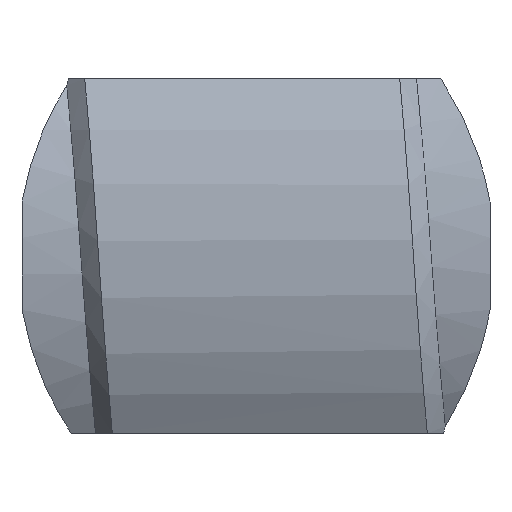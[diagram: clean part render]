
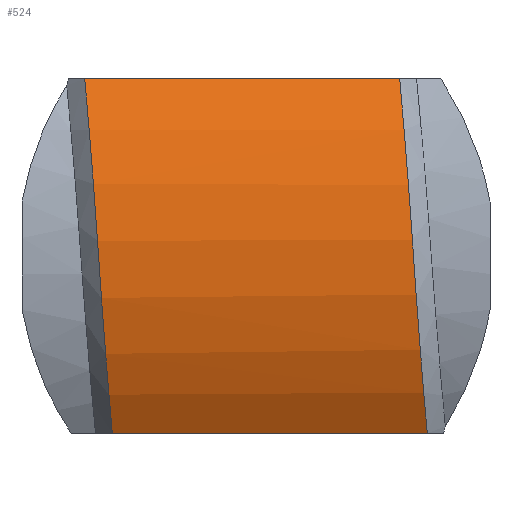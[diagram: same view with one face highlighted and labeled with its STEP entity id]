
A CAD part, top view. The second image highlights one B-rep face of the part: STEP entity #524.
In plain terms, the highlighted cylindrical face has radius 9.5 mm (diameter 19 mm), a partial arc.
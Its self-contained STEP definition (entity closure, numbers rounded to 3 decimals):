
#524 = ADVANCED_FACE( '', ( #618 ), #619, .T. );
#618 = FACE_OUTER_BOUND( '', #669, .T. );
#619 = CYLINDRICAL_SURFACE( '', #670, 9.5 );
#633 = EDGE_CURVE( '', #690, #691, #692, .T. );
#645 = EDGE_CURVE( '', #711, #708, #712, .T. );
#669 = EDGE_LOOP( '', ( #744, #745, #746, #747 ) );
#670 = AXIS2_PLACEMENT_3D( '', #748, #749, #750 );
#690 = VERTEX_POINT( '', #793 );
#691 = VERTEX_POINT( '', #794 );
#692 = ( BOUNDED_CURVE(  )B_SPLINE_CURVE( 2, ( #797, #798, #799, #800, #801 ), .UNSPECIFIED., .F., .F. )B_SPLINE_CURVE_WITH_KNOTS( ( 3, 2, 3 ), ( 0.001, 0.5, 0.998 ), .UNSPECIFIED. )CURVE(  )GEOMETRIC_REPRESENTATION_ITEM(  )RATIONAL_B_SPLINE_CURVE( ( 0.933, 0.929, 1., 0.929, 0.933 ) )REPRESENTATION_ITEM( '' ) );
#708 = VERTEX_POINT( '', #864 );
#711 = VERTEX_POINT( '', #879 );
#712 = B_SPLINE_CURVE_WITH_KNOTS( '', 3, ( #880, #881, #882, #883, #884, #885, #886, #887, #888, #889, #890, #891, #892, #893, #894, #895, #896, #897, #898, #899, #900 ), .UNSPECIFIED., .F., .F., ( 4, 1, 1, 1, 1, 1, 1, 1, 1, 1, 1, 1, 1, 1, 1, 1, 1, 1, 4 ), ( 0.002, 0.031, 0.06, 0.088, 0.117, 0.146, 0.175, 0.203, 0.232, 0.261, 0.29, 0.423, 0.556, 0.687, 0.818, 0.863, 0.908, 0.953, 0.998 ), .UNSPECIFIED. );
#744 = ORIENTED_EDGE( '', *, *, #967, .T. );
#745 = ORIENTED_EDGE( '', *, *, #645, .T. );
#746 = ORIENTED_EDGE( '', *, *, #968, .F. );
#747 = ORIENTED_EDGE( '', *, *, #633, .F. );
#748 = CARTESIAN_POINT( '', ( 17.102, 0., 0. ) );
#749 = DIRECTION( '', ( 1., 0., 0. ) );
#750 = DIRECTION( '', ( 0., 0., 1. ) );
#793 = CARTESIAN_POINT( '', ( 4.052, 5., 8.078 ) );
#794 = CARTESIAN_POINT( '', ( 4.831, -5., 8.078 ) );
#797 = CARTESIAN_POINT( '', ( 4.052, 5., 8.078 ) );
#798 = CARTESIAN_POINT( '', ( 4.261, 2.702, 9.5 ) );
#799 = CARTESIAN_POINT( '', ( 4.441, 0., 9.5 ) );
#800 = CARTESIAN_POINT( '', ( 4.622, -2.702, 9.5 ) );
#801 = CARTESIAN_POINT( '', ( 4.831, -5., 8.078 ) );
#864 = CARTESIAN_POINT( '', ( -4.052, -5., 8.078 ) );
#879 = CARTESIAN_POINT( '', ( -4.831, 5., 8.078 ) );
#880 = CARTESIAN_POINT( '', ( -4.831, 5., 8.078 ) );
#881 = CARTESIAN_POINT( '', ( -4.823, 4.913, 8.13 ) );
#882 = CARTESIAN_POINT( '', ( -4.807, 4.74, 8.235 ) );
#883 = CARTESIAN_POINT( '', ( -4.784, 4.474, 8.382 ) );
#884 = CARTESIAN_POINT( '', ( -4.76, 4.203, 8.521 ) );
#885 = CARTESIAN_POINT( '', ( -4.737, 3.929, 8.651 ) );
#886 = CARTESIAN_POINT( '', ( -4.713, 3.65, 8.773 ) );
#887 = CARTESIAN_POINT( '', ( -4.69, 3.367, 8.885 ) );
#888 = CARTESIAN_POINT( '', ( -4.667, 3.081, 8.988 ) );
#889 = CARTESIAN_POINT( '', ( -4.644, 2.792, 9.082 ) );
#890 = CARTESIAN_POINT( '', ( -4.621, 2.5, 9.167 ) );
#891 = CARTESIAN_POINT( '', ( -4.571, 1.849, 9.333 ) );
#892 = CARTESIAN_POINT( '', ( -4.496, 0.818, 9.5 ) );
#893 = CARTESIAN_POINT( '', ( -4.403, -0.586, 9.516 ) );
#894 = CARTESIAN_POINT( '', ( -4.303, -1.967, 9.328 ) );
#895 = CARTESIAN_POINT( '', ( -4.222, -3.008, 9.028 ) );
#896 = CARTESIAN_POINT( '', ( -4.163, -3.731, 8.741 ) );
#897 = CARTESIAN_POINT( '', ( -4.126, -4.166, 8.542 ) );
#898 = CARTESIAN_POINT( '', ( -4.089, -4.59, 8.323 ) );
#899 = CARTESIAN_POINT( '', ( -4.065, -4.863, 8.16 ) );
#900 = CARTESIAN_POINT( '', ( -4.052, -5., 8.078 ) );
#967 = EDGE_CURVE( '', #690, #711, #1011, .T. );
#968 = EDGE_CURVE( '', #691, #708, #1012, .T. );
#1011 = LINE( '', #1013, #1014 );
#1012 = LINE( '', #1015, #1016 );
#1013 = CARTESIAN_POINT( '', ( 17.102, 5., 8.078 ) );
#1014 = VECTOR( '', #1017, 1000. );
#1015 = CARTESIAN_POINT( '', ( 17.102, -5., 8.078 ) );
#1016 = VECTOR( '', #1018, 1000. );
#1017 = DIRECTION( '', ( -1., 0., 0. ) );
#1018 = DIRECTION( '', ( -1., 0., 0. ) );
